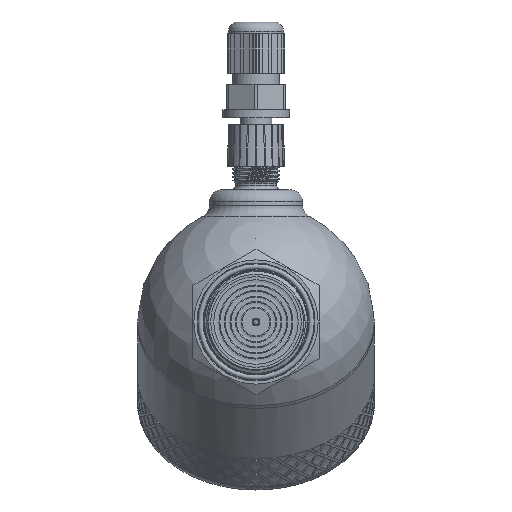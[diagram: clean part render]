
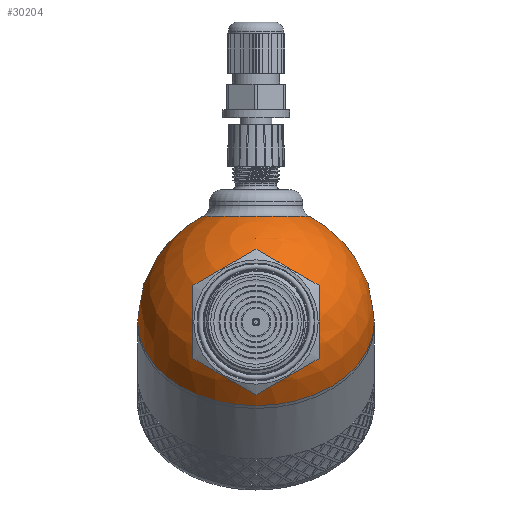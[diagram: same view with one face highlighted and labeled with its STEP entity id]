
A CAD part, left-side view. The second image highlights one B-rep face of the part: STEP entity #30204.
In plain terms, the highlighted spherical face has radius 30 mm.
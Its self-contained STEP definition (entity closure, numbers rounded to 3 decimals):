
#43=SPHERICAL_SURFACE('',#31484,30.);
#468=FACE_BOUND('',#10410,.T.);
#469=FACE_BOUND('',#10411,.T.);
#8354=FACE_OUTER_BOUND('',#10409,.T.);
#10409=EDGE_LOOP('',(#26324,#26325,#26326,#26327));
#10410=EDGE_LOOP('',(#26328));
#10411=EDGE_LOOP('',(#26329));
#11154=CIRCLE('',#31481,15.643);
#11157=CIRCLE('',#31485,30.);
#11158=CIRCLE('',#31486,30.);
#11159=CIRCLE('',#31487,30.);
#11160=CIRCLE('',#31488,13.5);
#13861=VERTEX_POINT('',#66378);
#13863=VERTEX_POINT('',#66384);
#13864=VERTEX_POINT('',#66385);
#13865=VERTEX_POINT('',#66387);
#13866=VERTEX_POINT('',#66390);
#18122=EDGE_CURVE('',#13861,#13861,#11154,.T.);
#18125=EDGE_CURVE('',#13863,#13864,#11157,.T.);
#18126=EDGE_CURVE('',#13863,#13865,#11158,.T.);
#18127=EDGE_CURVE('',#13864,#13863,#11159,.T.);
#18128=EDGE_CURVE('',#13866,#13866,#11160,.T.);
#26324=ORIENTED_EDGE('',*,*,#18125,.F.);
#26325=ORIENTED_EDGE('',*,*,#18126,.T.);
#26326=ORIENTED_EDGE('',*,*,#18126,.F.);
#26327=ORIENTED_EDGE('',*,*,#18127,.F.);
#26328=ORIENTED_EDGE('',*,*,#18122,.F.);
#26329=ORIENTED_EDGE('',*,*,#18128,.F.);
#30204=ADVANCED_FACE('',(#8354,#468,#469),#43,.T.);
#31481=AXIS2_PLACEMENT_3D('',#66379,#34447,#34448);
#31484=AXIS2_PLACEMENT_3D('',#66383,#34453,#34454);
#31485=AXIS2_PLACEMENT_3D('',#66386,#34455,#34456);
#31486=AXIS2_PLACEMENT_3D('',#66388,#34457,#34458);
#31487=AXIS2_PLACEMENT_3D('',#66389,#34459,#34460);
#31488=AXIS2_PLACEMENT_3D('',#66391,#34461,#34462);
#34447=DIRECTION('center_axis',(-0.707,0.,0.707));
#34448=DIRECTION('ref_axis',(0.707,0.,0.707));
#34453=DIRECTION('center_axis',(1.,0.,0.));
#34454=DIRECTION('ref_axis',(0.,-1.,0.));
#34455=DIRECTION('center_axis',(1.,0.,0.));
#34456=DIRECTION('ref_axis',(0.,1.,0.));
#34457=DIRECTION('center_axis',(0.,0.,1.));
#34458=DIRECTION('ref_axis',(0.,1.,0.));
#34459=DIRECTION('center_axis',(1.,0.,0.));
#34460=DIRECTION('ref_axis',(0.,1.,0.));
#34461=DIRECTION('center_axis',(-0.707,0.,-0.707));
#34462=DIRECTION('ref_axis',(-0.707,0.,0.707));
#66378=CARTESIAN_POINT('',(-29.162,0.,7.04));
#66379=CARTESIAN_POINT('Origin',(-18.101,0.,18.101));
#66383=CARTESIAN_POINT('Origin',(0.,0.,0.));
#66384=CARTESIAN_POINT('',(0.,30.,0.));
#66385=CARTESIAN_POINT('',(0.,-30.,0.));
#66386=CARTESIAN_POINT('Origin',(0.,0.,0.));
#66387=CARTESIAN_POINT('',(-30.,0.,0.));
#66388=CARTESIAN_POINT('Origin',(0.,0.,0.));
#66389=CARTESIAN_POINT('Origin',(0.,0.,0.));
#66390=CARTESIAN_POINT('',(-9.398,0.,-28.49));
#66391=CARTESIAN_POINT('Origin',(-18.944,0.,-18.944));
